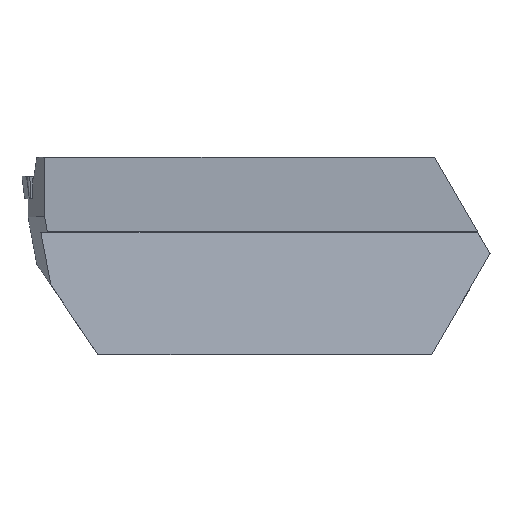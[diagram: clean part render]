
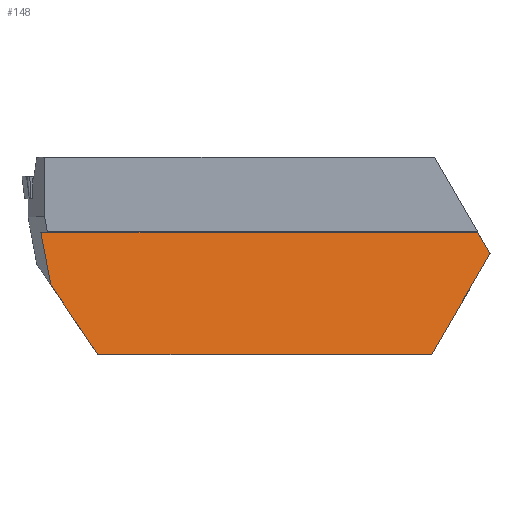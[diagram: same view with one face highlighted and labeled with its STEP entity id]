
A CAD part, top view. The second image highlights one B-rep face of the part: STEP entity #148.
In plain terms, the highlighted planar face has unit normal (0, 0.139, 0.99).
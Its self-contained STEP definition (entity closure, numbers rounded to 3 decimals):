
#148=ADVANCED_FACE('',(#216),#188,.F.);
#188=PLANE('',#877);
#216=FACE_OUTER_BOUND('',#246,.T.);
#246=EDGE_LOOP('',(#367,#368,#369,#370,#371,#372));
#367=ORIENTED_EDGE('',*,*,#592,.F.);
#368=ORIENTED_EDGE('',*,*,#605,.T.);
#369=ORIENTED_EDGE('',*,*,#606,.T.);
#370=ORIENTED_EDGE('',*,*,#607,.T.);
#371=ORIENTED_EDGE('',*,*,#608,.F.);
#372=ORIENTED_EDGE('',*,*,#594,.T.);
#518=VERTEX_POINT('',#1209);
#522=VERTEX_POINT('',#1216);
#523=VERTEX_POINT('',#1221);
#530=VERTEX_POINT('',#1241);
#531=VERTEX_POINT('',#1245);
#532=VERTEX_POINT('',#1247);
#592=EDGE_CURVE('',#522,#518,#682,.T.);
#594=EDGE_CURVE('',#523,#518,#684,.T.);
#605=EDGE_CURVE('',#522,#530,#692,.T.);
#606=EDGE_CURVE('',#530,#531,#693,.T.);
#607=EDGE_CURVE('',#531,#532,#694,.T.);
#608=EDGE_CURVE('',#523,#532,#695,.T.);
#682=LINE('',#1217,#751);
#684=LINE('',#1220,#753);
#692=LINE('',#1242,#761);
#693=LINE('',#1244,#762);
#694=LINE('',#1246,#763);
#695=LINE('',#1248,#764);
#751=VECTOR('',#980,1.);
#753=VECTOR('',#984,1.);
#761=VECTOR('',#1004,1.);
#762=VECTOR('',#1007,1.);
#763=VECTOR('',#1008,1.);
#764=VECTOR('',#1009,1.);
#877=AXIS2_PLACEMENT_3D('',#1249,#1010,#1011);
#980=DIRECTION('',(-0.555,0.823,-0.116));
#984=DIRECTION('',(0.184,-0.973,0.137));
#1004=DIRECTION('',(1.,0.,0.));
#1007=DIRECTION('',(0.496,0.86,-0.121));
#1008=DIRECTION('',(-0.496,0.86,-0.121));
#1009=DIRECTION('',(1.,0.,0.));
#1010=DIRECTION('',(0.,-0.139,-0.99));
#1011=DIRECTION('',(0.,-0.99,0.139));
#1209=CARTESIAN_POINT('',(-98.993,-20.905,1.589));
#1216=CARTESIAN_POINT('',(-88.913,-35.85,3.689));
#1217=CARTESIAN_POINT('',(-105.021,-11.969,0.333));
#1220=CARTESIAN_POINT('',(-100.747,-11.642,0.287));
#1221=CARTESIAN_POINT('',(-101.133,-9.6,0.));
#1241=CARTESIAN_POINT('',(-17.302,-35.85,3.689));
#1242=CARTESIAN_POINT('',(-106.,-35.85,3.689));
#1244=CARTESIAN_POINT('',(-15.51,-32.745,3.253));
#1245=CARTESIAN_POINT('',(-4.802,-14.199,0.646));
#1246=CARTESIAN_POINT('',(-12.919,-0.14,-1.329));
#1247=CARTESIAN_POINT('',(-7.457,-9.6,0.));
#1248=CARTESIAN_POINT('',(-106.,-9.6,0.));
#1249=CARTESIAN_POINT('',(-106.,-12.617,0.424));
